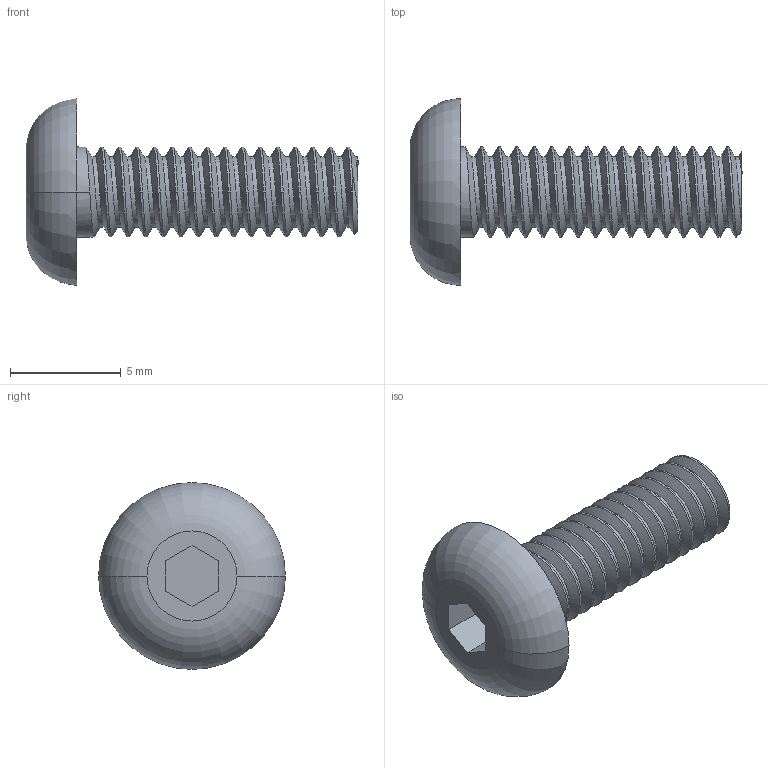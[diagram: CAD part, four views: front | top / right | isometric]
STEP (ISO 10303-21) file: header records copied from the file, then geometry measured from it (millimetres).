
FILE_DESCRIPTION (( 'STEP AP214' ), '1' );
FILE_NAME ('TXM-All-Terrain Tire screw.STEP', '2017-02-01T20:58:40', ( '' ), ( '' ), 'SwSTEP 2.0', 'SolidWorks 2016', '' );
FILE_SCHEMA (( 'AUTOMOTIVE_DESIGN' ));
Length unit declared in the file: inch
Products named in the file (2): TXM-All-Terrain Tire screw
Bounding box: 14.99 x 8.43 x 8.43 mm (x, y, z)
Volume: 222.7 mm3; surface area: 386.8 mm2
Topology: 1 solids, 1 shells, 50 faces, 136 edges, 90 vertices
Faces by surface type: cylinder 33, plane 11, bspline 3, torus 2, cone 1
Entity records: 3986 total; most frequent: CARTESIAN_POINT 2870, ORIENTED_EDGE 272, DIRECTION 176, EDGE_CURVE 136, VERTEX_POINT 90, AXIS2_PLACEMENT_3D 61, LINE 54, VECTOR 54
